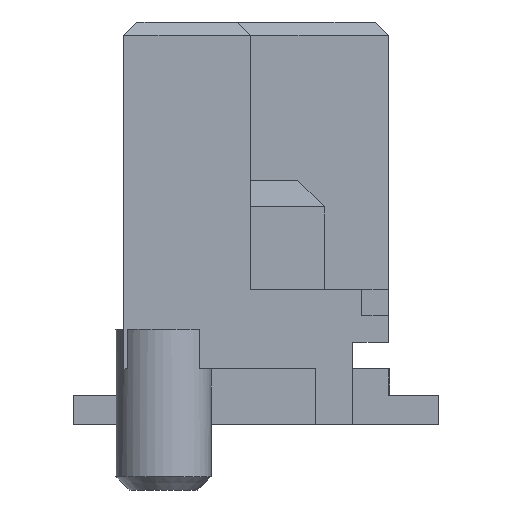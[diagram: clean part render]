
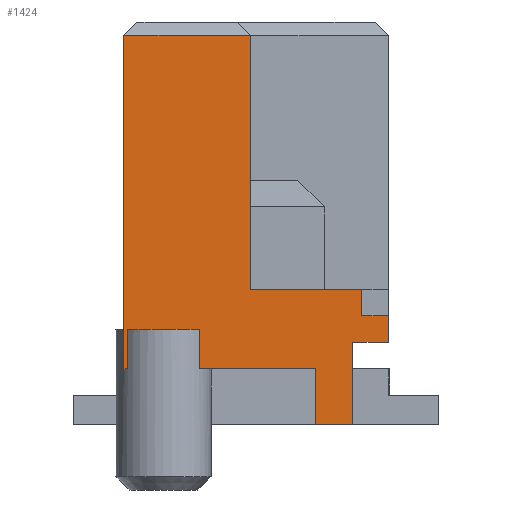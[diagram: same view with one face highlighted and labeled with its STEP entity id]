
A CAD part, front view. The second image highlights one B-rep face of the part: STEP entity #1424.
In plain terms, the highlighted planar face has unit normal (0, -1, 0).
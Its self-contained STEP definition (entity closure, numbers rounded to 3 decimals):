
#319 = EDGE_CURVE('',#320,#322,#324,.T.);
#320 = VERTEX_POINT('',#321);
#321 = CARTESIAN_POINT('',(1.68,-4.43,0.));
#322 = VERTEX_POINT('',#323);
#323 = CARTESIAN_POINT('',(1.68,-4.43,1.56));
#324 = LINE('',#325,#326);
#325 = CARTESIAN_POINT('',(1.68,-4.43,0.));
#326 = VECTOR('',#327,1.);
#327 = DIRECTION('',(0.,0.,1.));
#558 = VERTEX_POINT('',#559);
#559 = CARTESIAN_POINT('',(-2.65,-4.43,1.06));
#567 = EDGE_CURVE('',#558,#568,#570,.T.);
#568 = VERTEX_POINT('',#569);
#569 = CARTESIAN_POINT('',(-2.65,-4.43,7.366));
#570 = LINE('',#571,#572);
#571 = CARTESIAN_POINT('',(-2.65,-4.43,1.06));
#572 = VECTOR('',#573,1.);
#573 = DIRECTION('',(0.,0.,1.));
#891 = VERTEX_POINT('',#892);
#892 = CARTESIAN_POINT('',(2.35,-4.43,1.56));
#898 = EDGE_CURVE('',#891,#322,#899,.T.);
#899 = LINE('',#900,#901);
#900 = CARTESIAN_POINT('',(2.36,-4.43,1.56));
#901 = VECTOR('',#902,1.);
#902 = DIRECTION('',(-1.,0.,0.));
#912 = EDGE_CURVE('',#891,#913,#915,.T.);
#913 = VERTEX_POINT('',#914);
#914 = CARTESIAN_POINT('',(2.35,-4.43,2.06));
#915 = LINE('',#916,#917);
#916 = CARTESIAN_POINT('',(2.35,-4.43,1.06));
#917 = VECTOR('',#918,1.);
#918 = DIRECTION('',(0.,0.,1.));
#1238 = VERTEX_POINT('',#1239);
#1239 = CARTESIAN_POINT('',(1.85,-4.43,2.56));
#1245 = EDGE_CURVE('',#1238,#1246,#1248,.T.);
#1246 = VERTEX_POINT('',#1247);
#1247 = CARTESIAN_POINT('',(-0.25,-4.43,2.56));
#1248 = LINE('',#1249,#1250);
#1249 = CARTESIAN_POINT('',(2.35,-4.43,2.56));
#1250 = VECTOR('',#1251,1.);
#1251 = DIRECTION('',(-1.,0.,0.));
#1424 = ADVANCED_FACE('',(#1425),#1514,.T.);
#1425 = FACE_BOUND('',#1426,.T.);
#1426 = EDGE_LOOP('',(#1427,#1437,#1445,#1451,#1452,#1453,#1454,#1462,
#1468,#1469,#1477,#1483,#1484,#1492,#1500,#1508));
#1427 = ORIENTED_EDGE('',*,*,#1428,.F.);
#1428 = EDGE_CURVE('',#1429,#1431,#1433,.T.);
#1429 = VERTEX_POINT('',#1430);
#1430 = CARTESIAN_POINT('',(0.98,-4.43,1.06));
#1431 = VERTEX_POINT('',#1432);
#1432 = CARTESIAN_POINT('',(-1.225,-4.43,1.06));
#1433 = LINE('',#1434,#1435);
#1434 = CARTESIAN_POINT('',(2.35,-4.43,1.06));
#1435 = VECTOR('',#1436,1.);
#1436 = DIRECTION('',(-1.,0.,0.));
#1437 = ORIENTED_EDGE('',*,*,#1438,.F.);
#1438 = EDGE_CURVE('',#1439,#1429,#1441,.T.);
#1439 = VERTEX_POINT('',#1440);
#1440 = CARTESIAN_POINT('',(0.98,-4.43,0.));
#1441 = LINE('',#1442,#1443);
#1442 = CARTESIAN_POINT('',(0.98,-4.43,0.));
#1443 = VECTOR('',#1444,1.);
#1444 = DIRECTION('',(0.,0.,1.));
#1445 = ORIENTED_EDGE('',*,*,#1446,.T.);
#1446 = EDGE_CURVE('',#1439,#320,#1447,.T.);
#1447 = LINE('',#1448,#1449);
#1448 = CARTESIAN_POINT('',(0.98,-4.43,0.));
#1449 = VECTOR('',#1450,1.);
#1450 = DIRECTION('',(1.,0.,0.));
#1451 = ORIENTED_EDGE('',*,*,#319,.T.);
#1452 = ORIENTED_EDGE('',*,*,#898,.F.);
#1453 = ORIENTED_EDGE('',*,*,#912,.T.);
#1454 = ORIENTED_EDGE('',*,*,#1455,.T.);
#1455 = EDGE_CURVE('',#913,#1456,#1458,.T.);
#1456 = VERTEX_POINT('',#1457);
#1457 = CARTESIAN_POINT('',(1.85,-4.43,2.06));
#1458 = LINE('',#1459,#1460);
#1459 = CARTESIAN_POINT('',(2.225,-4.43,2.06));
#1460 = VECTOR('',#1461,1.);
#1461 = DIRECTION('',(-1.,0.,0.));
#1462 = ORIENTED_EDGE('',*,*,#1463,.T.);
#1463 = EDGE_CURVE('',#1456,#1238,#1464,.T.);
#1464 = LINE('',#1465,#1466);
#1465 = CARTESIAN_POINT('',(1.85,-4.43,1.56));
#1466 = VECTOR('',#1467,1.);
#1467 = DIRECTION('',(0.,0.,1.));
#1468 = ORIENTED_EDGE('',*,*,#1245,.T.);
#1469 = ORIENTED_EDGE('',*,*,#1470,.T.);
#1470 = EDGE_CURVE('',#1246,#1471,#1473,.T.);
#1471 = VERTEX_POINT('',#1472);
#1472 = CARTESIAN_POINT('',(-0.25,-4.43,7.366));
#1473 = LINE('',#1474,#1475);
#1474 = CARTESIAN_POINT('',(-0.25,-4.43,1.566));
#1475 = VECTOR('',#1476,1.);
#1476 = DIRECTION('',(0.,0.,1.));
#1477 = ORIENTED_EDGE('',*,*,#1478,.F.);
#1478 = EDGE_CURVE('',#568,#1471,#1479,.T.);
#1479 = LINE('',#1480,#1481);
#1480 = CARTESIAN_POINT('',(-2.4,-4.43,7.366));
#1481 = VECTOR('',#1482,1.);
#1482 = DIRECTION('',(1.,0.,0.));
#1483 = ORIENTED_EDGE('',*,*,#567,.F.);
#1484 = ORIENTED_EDGE('',*,*,#1485,.F.);
#1485 = EDGE_CURVE('',#1486,#558,#1488,.T.);
#1486 = VERTEX_POINT('',#1487);
#1487 = CARTESIAN_POINT('',(-2.575,-4.43,1.06));
#1488 = LINE('',#1489,#1490);
#1489 = CARTESIAN_POINT('',(2.35,-4.43,1.06));
#1490 = VECTOR('',#1491,1.);
#1491 = DIRECTION('',(-1.,0.,0.));
#1492 = ORIENTED_EDGE('',*,*,#1493,.T.);
#1493 = EDGE_CURVE('',#1486,#1494,#1496,.T.);
#1494 = VERTEX_POINT('',#1495);
#1495 = CARTESIAN_POINT('',(-2.575,-4.43,1.81));
#1496 = LINE('',#1497,#1498);
#1497 = CARTESIAN_POINT('',(-2.575,-4.43,1.81));
#1498 = VECTOR('',#1499,1.);
#1499 = DIRECTION('',(0.,0.,1.));
#1500 = ORIENTED_EDGE('',*,*,#1501,.F.);
#1501 = EDGE_CURVE('',#1502,#1494,#1504,.T.);
#1502 = VERTEX_POINT('',#1503);
#1503 = CARTESIAN_POINT('',(-1.225,-4.43,1.81));
#1504 = LINE('',#1505,#1506);
#1505 = CARTESIAN_POINT('',(-1.226,-4.43,1.81));
#1506 = VECTOR('',#1507,1.);
#1507 = DIRECTION('',(-1.,0.,0.));
#1508 = ORIENTED_EDGE('',*,*,#1509,.F.);
#1509 = EDGE_CURVE('',#1431,#1502,#1510,.T.);
#1510 = LINE('',#1511,#1512);
#1511 = CARTESIAN_POINT('',(-1.225,-4.43,1.81));
#1512 = VECTOR('',#1513,1.);
#1513 = DIRECTION('',(0.,0.,1.));
#1514 = PLANE('',#1515);
#1515 = AXIS2_PLACEMENT_3D('',#1516,#1517,#1518);
#1516 = CARTESIAN_POINT('',(-0.552,-4.43,3.365));
#1517 = DIRECTION('',(0.,-1.,0.));
#1518 = DIRECTION('',(0.,0.,-1.));
